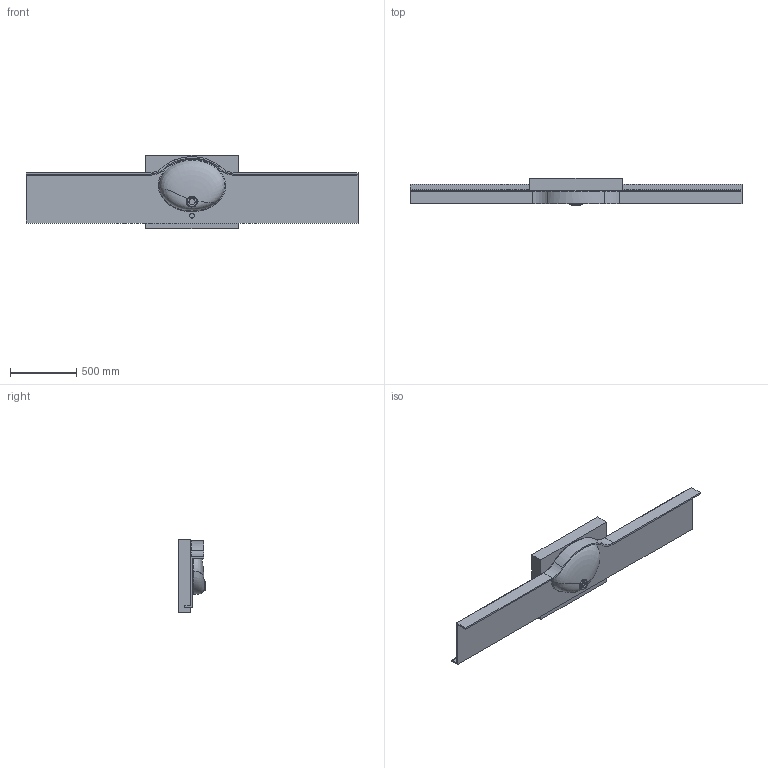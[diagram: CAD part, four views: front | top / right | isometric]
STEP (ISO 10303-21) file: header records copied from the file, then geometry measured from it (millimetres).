
FILE_DESCRIPTION (( 'STEP AP203' ), '1' );
FILE_NAME ('Sinus.STEP', '2021-08-11T12:06:36', ( '' ), ( '' ), 'SwSTEP 2.0', 'SolidWorks 2020', '' );
FILE_SCHEMA (( 'CONFIG_CONTROL_DESIGN' ));
Products named in the file (1): Sinus
Bounding box: 2500 x 210 x 550 mm (x, y, z)
Volume: 53421978 mm3; surface area: 3849588.1 mm2
Topology: 2 solids, 2 shells, 59 faces, 154 edges, 100 vertices
Faces by surface type: bspline 20, plane 19, cylinder 16, torus 4
Entity records: 35879 total; most frequent: CARTESIAN_POINT 34476, ORIENTED_EDGE 308, DIRECTION 228, EDGE_CURVE 154, VERTEX_POINT 100, AXIS2_PLACEMENT_3D 84, EDGE_LOOP 64, LINE 60
